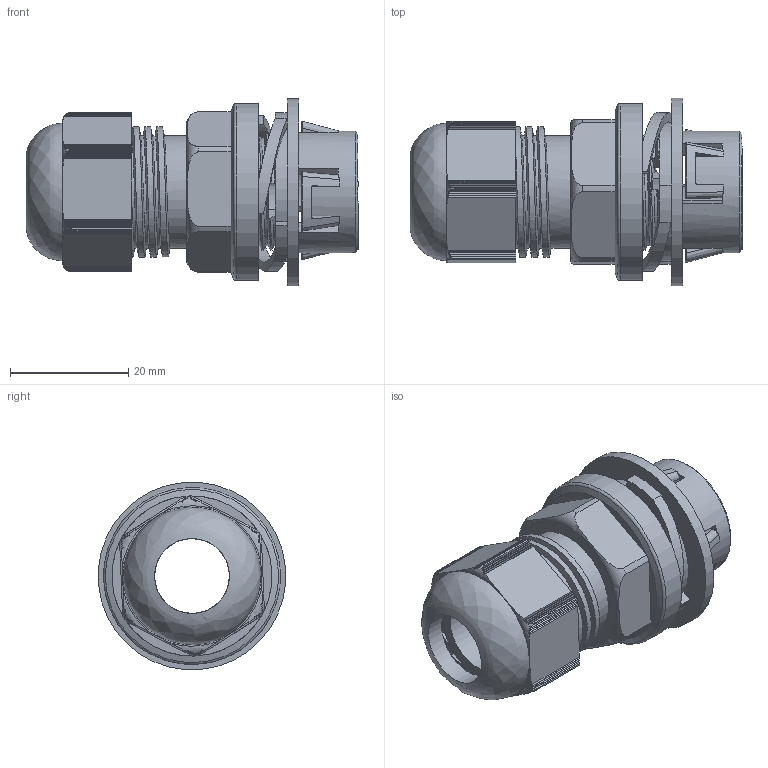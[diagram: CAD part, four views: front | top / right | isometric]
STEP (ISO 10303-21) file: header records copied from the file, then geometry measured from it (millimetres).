
FILE_DESCRIPTION(/* description */ ('Front-Fix geschlossen','CAx-IF Rec.Pracs.---Representation and Presentation of Product Manufacturing Information (PMI)---3.8---2014-02-18'),/* implementation_level */ '2;1');
FILE_NAME(/* name */ 'FRONTFIX1120-RST.stp',/* time_stamp */ '2024-04-24T09:44:07+02:00',/* author */ ('sl'),/* organization */ (''),/* preprocessor_version */ 'ST-DEVELOPER v16.5',/* originating_system */ 'Autodesk Inventor 2017',/* authorisation */ '');
FILE_SCHEMA (('AP242_MANAGED_MODEL_BASED_3D_ENGINEERING_MIM_LF { 1 0 10303 442 1 1 4 }'));
Length unit declared in the file: millimetre
Products named in the file (8): Front-Fix-01-BG-0002-FRONTFIX1220; Front-Fix-01-BT-0001-FRONTFIX1220; Front-Fix-01-BT-0003-FRONZFIX1220; FRONTFIX1220; FRONTFIX1220_1; FRONTFIX1220_2; Front-Fix-01-BT-0002-FRONTFIX1220; Front-Fix-01-BT-0008-FRONTFIX1220
Assembly tree (7 placements, depth 2):
  Front-Fix-01-BG-0002-FRONTFIX1220
    Front-Fix-01-BT-0001-FRONTFIX1220
    Front-Fix-01-BT-0003-FRONZFIX1220
    FRONTFIX1220
    FRONTFIX1220_1
    FRONTFIX1220_2
    Front-Fix-01-BT-0002-FRONTFIX1220
    Front-Fix-01-BT-0008-FRONTFIX1220
Bounding box: 56.2 x 31.7 x 31.7 mm (x, y, z)
Volume: 13574 mm3; surface area: 18084.6 mm2
Topology: 7 solids, 7 shells, 470 faces, 1343 edges, 882 vertices
Faces by surface type: plane 285, cylinder 104, bspline 38, torus 29, cone 14
Full cylindrical faces by diameter (mm): 12.62 x1, 12.7 x1, 12.8 x1, 13 x1, 14.58 x1, 14.75 x1, 15.5 x1, 15.6 x1, 16 x1, 16.1 x1, 16.3 x1, 19.08 x5, 20.2 x4, 20.6 x1, 20.7 x5, 21 x1, 25.2 x1, 27.1 x1, 27.72 x1, 30 x1, 31.8 x1
Entity records: 19938 total; most frequent: CARTESIAN_POINT 8017, ORIENTED_EDGE 2524, DIRECTION 2387, EDGE_CURVE 1262, AXIS2_PLACEMENT_3D 857, VERTEX_POINT 845, LINE 673, VECTOR 673
